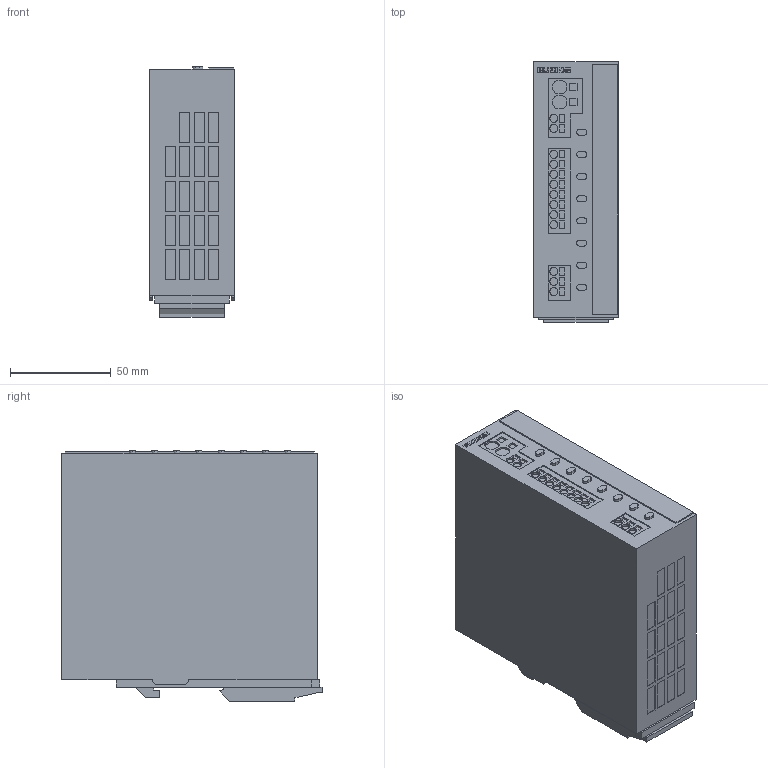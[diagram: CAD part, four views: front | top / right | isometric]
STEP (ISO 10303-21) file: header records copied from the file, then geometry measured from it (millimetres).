
FILE_DESCRIPTION (( 'STEP AP214' ), '1' );
FILE_NAME ('1065075.STEP', '2025-07-22T12:42:43', ( '' ), ( '' ), 'SwSTEP 2.0', 'SolidWorks 2022', '' );
FILE_SCHEMA (( 'AUTOMOTIVE_DESIGN' ));
Length unit declared in the file: millimetre
Products named in the file (1): 1065075
Bounding box: 42 x 129.3 x 124.5 mm (x, y, z)
Volume: 622349 mm3; surface area: 53069.7 mm2
Topology: 1 solids, 1 shells, 630 faces, 1598 edges, 1064 vertices
Faces by surface type: plane 572, cylinder 58
Entity records: 18700 total; most frequent: CARTESIAN_POINT 3293, ORIENTED_EDGE 3196, DIRECTION 2976, EDGE_CURVE 1598, VECTOR 1482, LINE 1482, VERTEX_POINT 1064, AXIS2_PLACEMENT_3D 747
